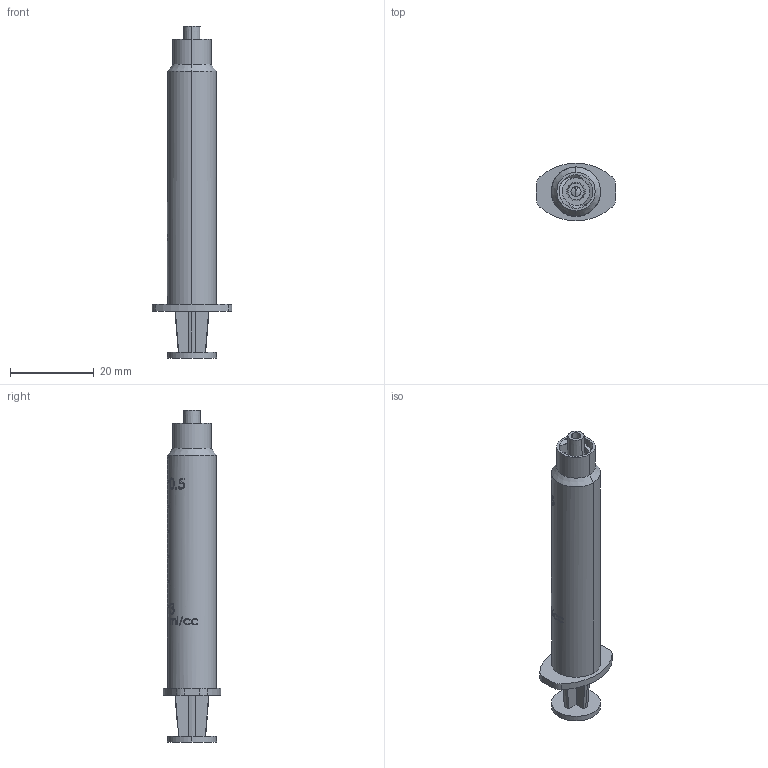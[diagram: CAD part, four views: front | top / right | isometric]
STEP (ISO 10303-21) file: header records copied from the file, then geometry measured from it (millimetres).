
FILE_DESCRIPTION (( 'STEP AP203' ), '1' );
FILE_NAME ('7510A42_Plastic Syringe.STEP', '2022-01-12T17:12:39', ( 'Administrator' ), ( 'Managed by Terraform' ), 'SwSTEP 2.0', 'SolidWorks 2017', '' );
FILE_SCHEMA (( 'CONFIG_CONTROL_DESIGN' ));
Length unit declared in the file: inch
Products named in the file (1): 7510A42_Plastic Syringe
Bounding box: 18.93 x 13.7 x 79.14 mm (x, y, z)
Volume: 4719.2 mm3; surface area: 7479.6 mm2
Topology: 3 solids, 3 shells, 343 faces, 942 edges, 621 vertices
Faces by surface type: plane 183, bspline 74, cylinder 69, cone 17
Entity records: 19632 total; most frequent: CARTESIAN_POINT 11295, ORIENTED_EDGE 1880, DIRECTION 1519, EDGE_CURVE 940, VERTEX_POINT 621, AXIS2_PLACEMENT_3D 557, LINE 405, VECTOR 405
